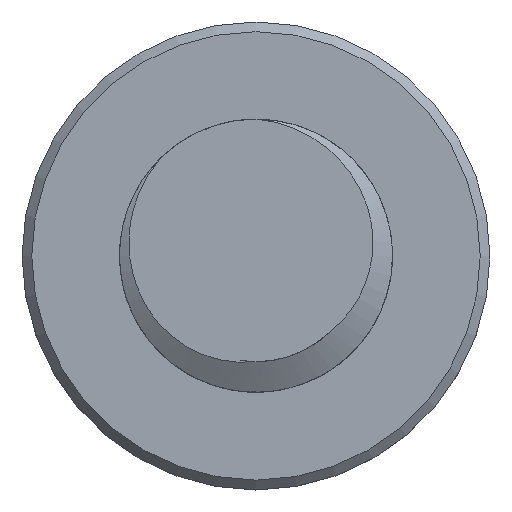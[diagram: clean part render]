
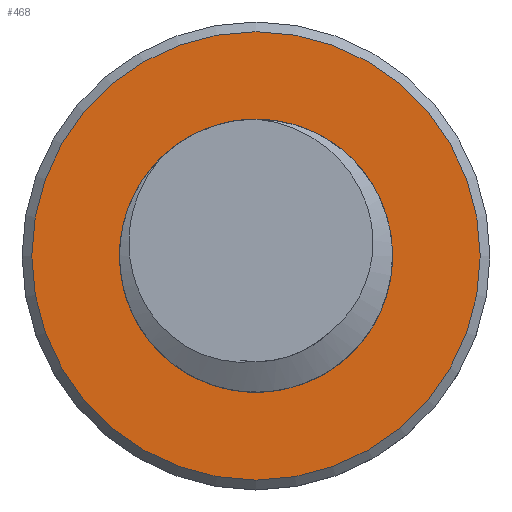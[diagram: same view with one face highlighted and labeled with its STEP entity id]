
A CAD part, top view. The second image highlights one B-rep face of the part: STEP entity #468.
In plain terms, the highlighted planar face has unit normal (0, 0, 1).
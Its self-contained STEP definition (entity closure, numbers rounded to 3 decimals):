
#16=FACE_BOUND('',#109,.T.);
#34=PLANE('',#529);
#76=FACE_OUTER_BOUND('',#108,.T.);
#108=EDGE_LOOP('',(#428));
#109=EDGE_LOOP('',(#429));
#115=CIRCLE('',#495,1.75);
#118=CIRCLE('',#501,2.875);
#211=VERTEX_POINT('',#974);
#216=VERTEX_POINT('',#1405);
#254=EDGE_CURVE('',#211,#211,#115,.T.);
#266=EDGE_CURVE('',#216,#216,#118,.T.);
#428=ORIENTED_EDGE('',*,*,#266,.T.);
#429=ORIENTED_EDGE('',*,*,#254,.F.);
#468=ADVANCED_FACE('',(#76,#16),#34,.T.);
#495=AXIS2_PLACEMENT_3D('',#975,#562,#563);
#501=AXIS2_PLACEMENT_3D('',#1407,#577,#578);
#529=AXIS2_PLACEMENT_3D('',#1790,#647,#648);
#562=DIRECTION('center_axis',(0.,0.,1.));
#563=DIRECTION('ref_axis',(1.,0.,0.));
#577=DIRECTION('center_axis',(0.,0.,1.));
#578=DIRECTION('ref_axis',(1.,0.,0.));
#647=DIRECTION('center_axis',(0.,0.,1.));
#648=DIRECTION('ref_axis',(1.,0.,0.));
#974=CARTESIAN_POINT('',(1.75,0.,-2.5));
#975=CARTESIAN_POINT('Origin',(0.,0.,-2.5));
#1405=CARTESIAN_POINT('',(2.875,0.,-2.5));
#1407=CARTESIAN_POINT('Origin',(0.,0.,-2.5));
#1790=CARTESIAN_POINT('Origin',(2.875,0.,-2.5));
